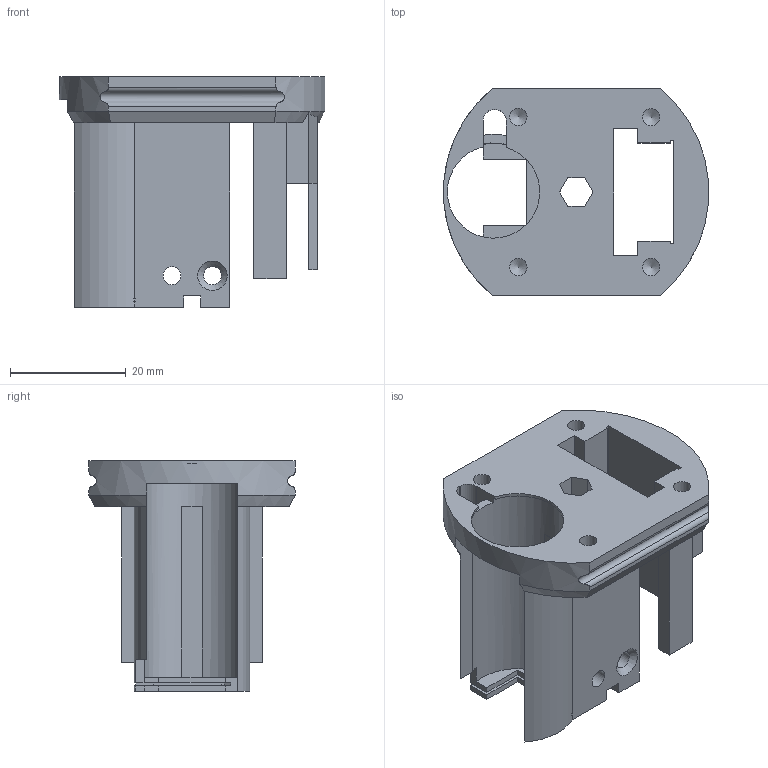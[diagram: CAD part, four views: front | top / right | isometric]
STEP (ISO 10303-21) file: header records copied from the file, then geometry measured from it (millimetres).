
FILE_DESCRIPTION(/* description */ (''),/* implementation_level */ '2;1');
FILE_NAME(/* name */ 'Base.step',/* time_stamp */ '2025-05-08T21:16:34+01:00',/* author */ (''),/* organization */ (''),/* preprocessor_version */ 'ST-DEVELOPER v20.1',/* originating_system */ 'Autodesk Translation Framework v14.4.0.0',/* authorisation */ '');
FILE_SCHEMA (('AUTOMOTIVE_DESIGN { 1 0 10303 214 3 1 1 }'));
Length unit declared in the file: millimetre
Products named in the file (1): Base
Bounding box: 45.92 x 35.7 x 40 mm (x, y, z)
Volume: 14556.2 mm3; surface area: 11651.8 mm2
Topology: 3 solids, 3 shells, 147 faces, 424 edges, 276 vertices
Faces by surface type: plane 110, cylinder 28, cone 9
Full cylindrical faces by diameter (mm): 0.8 x2, 3 x4, 3.1 x4, 17 x1
Entity records: 4944 total; most frequent: CARTESIAN_POINT 1034, ORIENTED_EDGE 840, DIRECTION 759, EDGE_CURVE 420, LINE 327, VECTOR 327, VERTEX_POINT 276, AXIS2_PLACEMENT_3D 216
